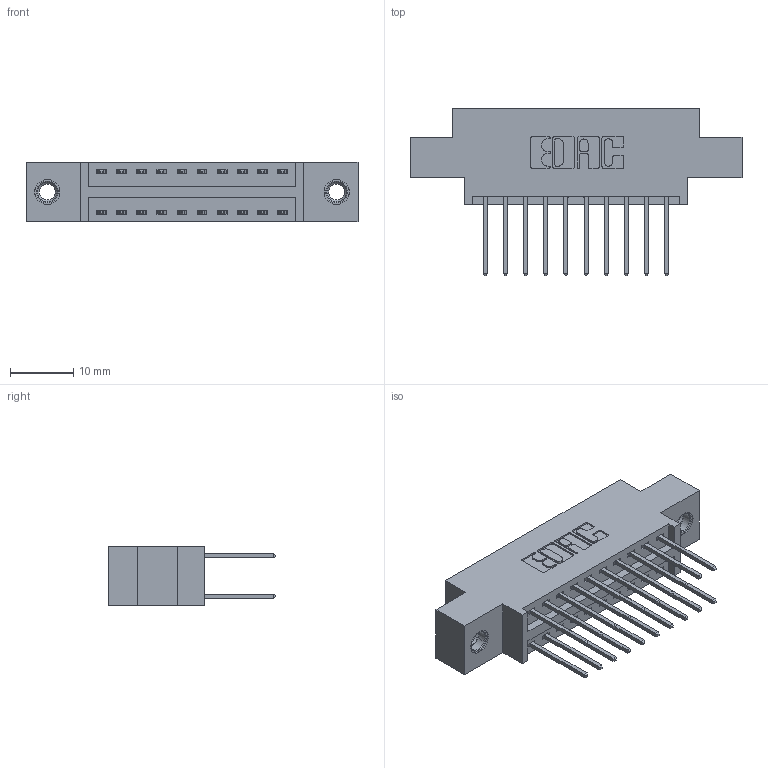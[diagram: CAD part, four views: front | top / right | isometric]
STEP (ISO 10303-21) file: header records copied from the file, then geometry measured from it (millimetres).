
FILE_DESCRIPTION (( 'STEP AP203' ), '1' );
FILE_NAME ('396-020-522-807.STEP', '2019-11-01T18:06:18', ( '' ), ( '' ), 'SwSTEP 2.0', 'SolidWorks 2016', '' );
FILE_SCHEMA (( 'CONFIG_CONTROL_DESIGN' ));
Length unit declared in the file: inch
Products named in the file (4): 346 Part_0.170 Offset - 0.156 Dia-TI; 345-292-001_345-293-122; 345-250-001_345-250-005-103; 396-020-522-807
Assembly tree (23 placements, depth 2):
  396-020-522-807
    346 Part_0.170 Offset - 0.156 Dia-TI
    345-292-001_345-293-122  x20
    345-250-001_345-250-005-103  x2
Bounding box: 52.32 x 26.42 x 9.4 mm (x, y, z)
Volume: 4736.8 mm3; surface area: 6459.1 mm2
Topology: 23 solids, 23 shells, 1226 faces, 3577 edges, 2350 vertices
Faces by surface type: plane 812, cylinder 398, cone 12, torus 4
Entity records: 12170 total; most frequent: CARTESIAN_POINT 2035, ORIENTED_EDGE 1962, DIRECTION 1871, EDGE_CURVE 981, LINE 789, VECTOR 789, VERTEX_POINT 648, AXIS2_PLACEMENT_3D 541
